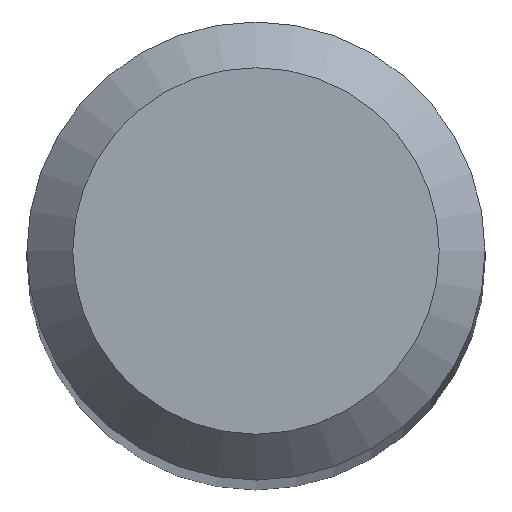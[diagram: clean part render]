
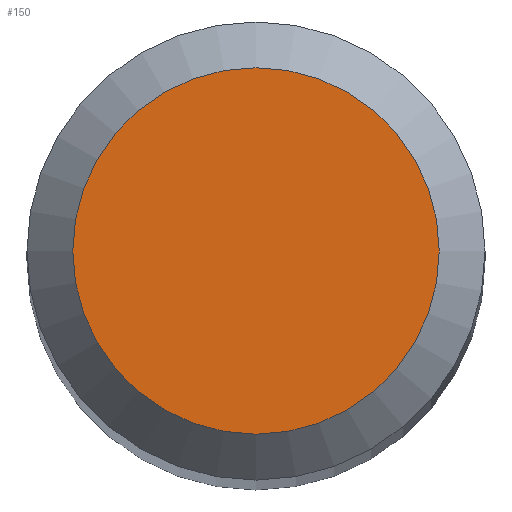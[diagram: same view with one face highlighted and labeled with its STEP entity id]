
A CAD part, top view. The second image highlights one B-rep face of the part: STEP entity #150.
In plain terms, the highlighted planar face has unit normal (0, 0, 1).
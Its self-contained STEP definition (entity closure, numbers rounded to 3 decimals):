
#7 = DIRECTION ( 'NONE',  ( 0., 0., -1. ) ) ;
#15 = EDGE_LOOP ( 'NONE', ( #273 ) ) ;
#79 = FACE_OUTER_BOUND ( 'NONE', #15, .T. ) ;
#82 = CIRCLE ( 'NONE', #237, 0.8 ) ;
#88 = VERTEX_POINT ( 'NONE', #174 ) ;
#142 = PLANE ( 'NONE',  #208 ) ;
#150 = ADVANCED_FACE ( 'NONE', ( #79 ), #142, .F. ) ;
#164 = CARTESIAN_POINT ( 'NONE',  ( 0., 0., 32. ) ) ;
#169 = DIRECTION ( 'NONE',  ( 0., 1., 0. ) ) ;
#174 = CARTESIAN_POINT ( 'NONE',  ( 0., 0.8, 32. ) ) ;
#208 = AXIS2_PLACEMENT_3D ( 'NONE', #164, #252, #169 ) ;
#217 = DIRECTION ( 'NONE',  ( 0., 1., 0. ) ) ;
#232 = CARTESIAN_POINT ( 'NONE',  ( 0., 0., 32. ) ) ;
#237 = AXIS2_PLACEMENT_3D ( 'NONE', #232, #7, #217 ) ;
#239 = EDGE_CURVE ( 'NONE', #88, #88, #82, .T. ) ;
#252 = DIRECTION ( 'NONE',  ( 0., 0., -1. ) ) ;
#273 = ORIENTED_EDGE ( 'NONE', *, *, #239, .F. ) ;
